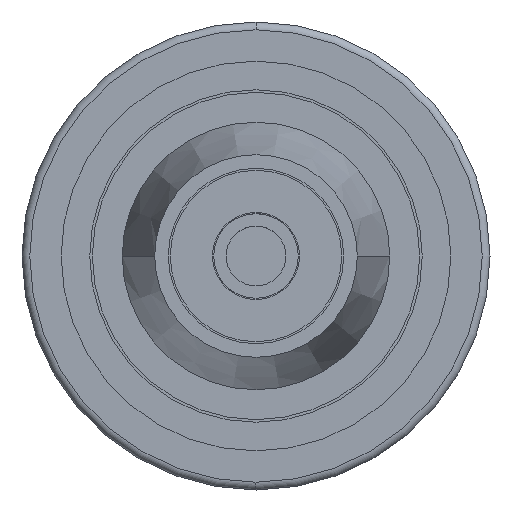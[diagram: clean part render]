
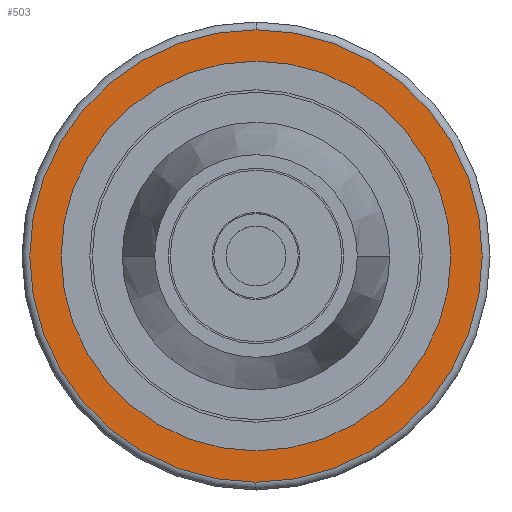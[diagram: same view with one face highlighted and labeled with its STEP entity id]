
A CAD part, left-side view. The second image highlights one B-rep face of the part: STEP entity #503.
In plain terms, the highlighted planar face has unit normal (-1, 0, 0).
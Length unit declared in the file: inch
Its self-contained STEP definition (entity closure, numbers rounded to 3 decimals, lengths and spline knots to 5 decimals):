
#214=CARTESIAN_POINT('',(0.075,0.,0.));
#215=DIRECTION('',(-1.,0.,0.));
#216=DIRECTION('',(0.,-1.,0.));
#217=AXIS2_PLACEMENT_3D('',#214,#215,#216);
#219=CARTESIAN_POINT('',(0.075,0.,0.));
#220=DIRECTION('',(-1.,0.,0.));
#221=DIRECTION('',(0.,1.,0.));
#222=AXIS2_PLACEMENT_3D('',#219,#220,#221);
#334=CARTESIAN_POINT('',(0.075,0.,0.));
#335=DIRECTION('',(-1.,0.,0.));
#336=DIRECTION('',(0.,0.,-1.));
#337=AXIS2_PLACEMENT_3D('',#334,#335,#336);
#349=CARTESIAN_POINT('',(0.075,0.,0.));
#350=DIRECTION('',(-1.,0.,0.));
#351=DIRECTION('',(0.,0.,1.));
#352=AXIS2_PLACEMENT_3D('',#349,#350,#351);
#438=CARTESIAN_POINT('',(0.075,-0.07458,0.));
#439=CARTESIAN_POINT('',(0.075,0.07458,0.));
#440=VERTEX_POINT('',#438);
#441=VERTEX_POINT('',#439);
#470=CARTESIAN_POINT('',(0.075,0.,-0.08707));
#471=CARTESIAN_POINT('',(0.075,0.,0.08707));
#472=VERTEX_POINT('',#470);
#473=VERTEX_POINT('',#471);
#486=CARTESIAN_POINT('',(0.075,0.,0.));
#487=DIRECTION('',(-1.,0.,0.));
#488=DIRECTION('',(0.,0.,-1.));
#489=AXIS2_PLACEMENT_3D('',#486,#487,#488);
#490=PLANE('',#489);
#492=ORIENTED_EDGE('',*,*,#491,.F.);
#494=ORIENTED_EDGE('',*,*,#493,.F.);
#495=EDGE_LOOP('',(#492,#494));
#496=FACE_OUTER_BOUND('',#495,.F.);
#498=ORIENTED_EDGE('',*,*,#497,.T.);
#500=ORIENTED_EDGE('',*,*,#499,.T.);
#501=EDGE_LOOP('',(#498,#500));
#502=FACE_BOUND('',#501,.F.);
#218=CIRCLE('',#217,0.07458);
#223=CIRCLE('',#222,0.07458);
#338=CIRCLE('',#337,0.08707);
#353=CIRCLE('',#352,0.08707);
#491=EDGE_CURVE('',#472,#473,#338,.T.);
#493=EDGE_CURVE('',#473,#472,#353,.T.);
#497=EDGE_CURVE('',#440,#441,#218,.T.);
#499=EDGE_CURVE('',#441,#440,#223,.T.);
#503=ADVANCED_FACE('',(#496,#502),#490,.T.);
